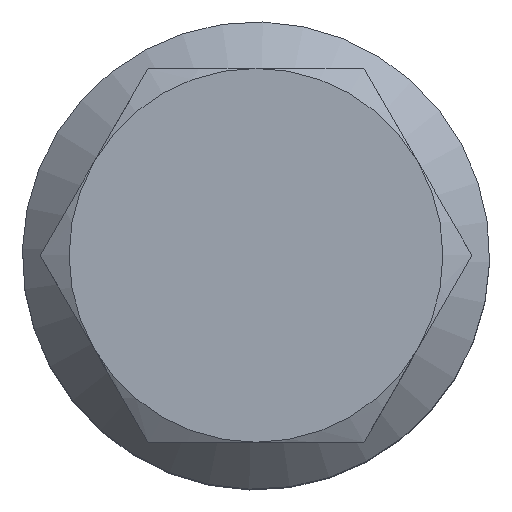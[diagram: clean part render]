
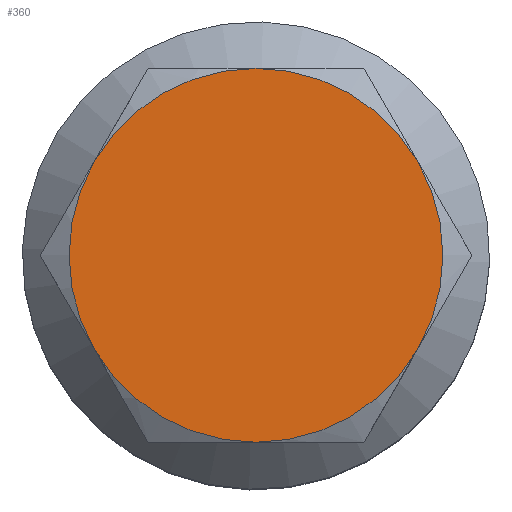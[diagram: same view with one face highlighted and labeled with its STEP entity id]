
A CAD part, top view. The second image highlights one B-rep face of the part: STEP entity #360.
In plain terms, the highlighted planar face has unit normal (0, 0, 1).
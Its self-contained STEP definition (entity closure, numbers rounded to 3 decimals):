
#62=PLANE('',#419);
#84=FACE_OUTER_BOUND('',#108,.T.);
#108=EDGE_LOOP('',(#307,#308,#309,#310,#311,#312));
#156=CIRCLE('',#408,4.);
#157=CIRCLE('',#410,4.);
#158=CIRCLE('',#412,4.);
#159=CIRCLE('',#414,4.);
#160=CIRCLE('',#416,4.);
#161=CIRCLE('',#418,4.);
#179=VERTEX_POINT('',#579);
#182=VERTEX_POINT('',#591);
#184=VERTEX_POINT('',#601);
#186=VERTEX_POINT('',#611);
#188=VERTEX_POINT('',#621);
#189=VERTEX_POINT('',#629);
#226=EDGE_CURVE('',#182,#179,#156,.T.);
#227=EDGE_CURVE('',#184,#182,#157,.T.);
#228=EDGE_CURVE('',#186,#184,#158,.T.);
#229=EDGE_CURVE('',#188,#186,#159,.T.);
#230=EDGE_CURVE('',#189,#188,#160,.T.);
#231=EDGE_CURVE('',#179,#189,#161,.T.);
#307=ORIENTED_EDGE('',*,*,#231,.F.);
#308=ORIENTED_EDGE('',*,*,#226,.F.);
#309=ORIENTED_EDGE('',*,*,#227,.F.);
#310=ORIENTED_EDGE('',*,*,#228,.F.);
#311=ORIENTED_EDGE('',*,*,#229,.F.);
#312=ORIENTED_EDGE('',*,*,#230,.F.);
#360=ADVANCED_FACE('',(#84),#62,.T.);
#408=AXIS2_PLACEMENT_3D('',#638,#485,#486);
#410=AXIS2_PLACEMENT_3D('',#640,#489,#490);
#412=AXIS2_PLACEMENT_3D('',#642,#493,#494);
#414=AXIS2_PLACEMENT_3D('',#644,#497,#498);
#416=AXIS2_PLACEMENT_3D('',#646,#501,#502);
#418=AXIS2_PLACEMENT_3D('',#648,#505,#506);
#419=AXIS2_PLACEMENT_3D('',#649,#507,#508);
#485=DIRECTION('center_axis',(0.,0.,-1.));
#486=DIRECTION('ref_axis',(1.,0.,0.));
#489=DIRECTION('center_axis',(0.,0.,-1.));
#490=DIRECTION('ref_axis',(0.,1.,0.));
#493=DIRECTION('center_axis',(0.,0.,-1.));
#494=DIRECTION('ref_axis',(1.,0.,0.));
#497=DIRECTION('center_axis',(0.,0.,-1.));
#498=DIRECTION('ref_axis',(1.,0.,0.));
#501=DIRECTION('center_axis',(0.,0.,-1.));
#502=DIRECTION('ref_axis',(1.,0.,0.));
#505=DIRECTION('center_axis',(0.,0.,-1.));
#506=DIRECTION('ref_axis',(1.,0.,0.));
#507=DIRECTION('center_axis',(0.,0.,1.));
#508=DIRECTION('ref_axis',(1.,0.,0.));
#579=CARTESIAN_POINT('',(3.464,-2.,2.));
#591=CARTESIAN_POINT('',(3.464,2.,2.));
#601=CARTESIAN_POINT('',(0.,4.,2.));
#611=CARTESIAN_POINT('',(-3.464,2.,2.));
#621=CARTESIAN_POINT('',(-3.464,-2.,2.));
#629=CARTESIAN_POINT('',(0.,-4.,2.));
#638=CARTESIAN_POINT('Origin',(0.,0.,
2.));
#640=CARTESIAN_POINT('Origin',(0.,0.,2.));
#642=CARTESIAN_POINT('Origin',(0.,0.,
2.));
#644=CARTESIAN_POINT('Origin',(0.,0.,
2.));
#646=CARTESIAN_POINT('Origin',(0.,0.,
2.));
#648=CARTESIAN_POINT('Origin',(0.,0.,
2.));
#649=CARTESIAN_POINT('Origin',(0.,0.,2.));
